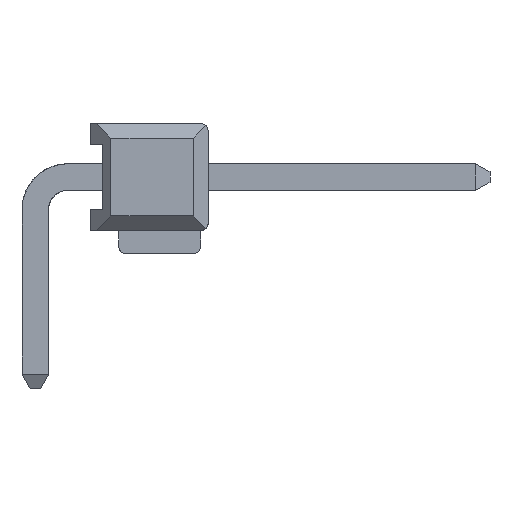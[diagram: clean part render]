
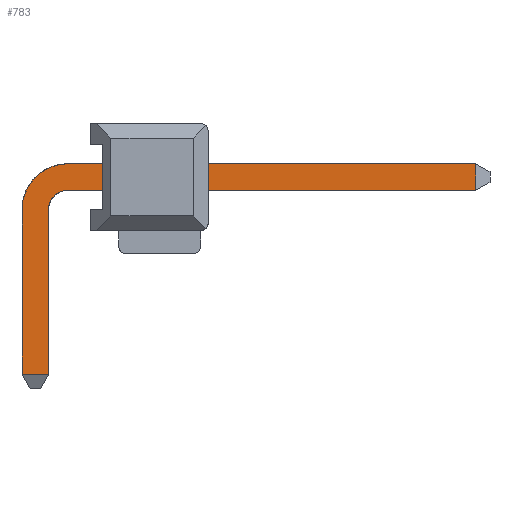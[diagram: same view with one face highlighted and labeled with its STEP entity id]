
A CAD part, left-side view. The second image highlights one B-rep face of the part: STEP entity #783.
In plain terms, the highlighted planar face has unit normal (-1, -0.003, 0).
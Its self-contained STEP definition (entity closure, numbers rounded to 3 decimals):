
#783=ADVANCED_FACE('',(#1188),#13988,.T.);
#1188=FACE_OUTER_BOUND('',#1609,.T.);
#1609=EDGE_LOOP('',(#3497,#3498,#3499,#3500));
#3497=ORIENTED_EDGE('',*,*,#10054,.T.);
#3498=ORIENTED_EDGE('',*,*,#10055,.T.);
#3499=ORIENTED_EDGE('',*,*,#10056,.T.);
#3500=ORIENTED_EDGE('',*,*,#10057,.T.);
#3959=(
BOUNDED_CURVE()
B_SPLINE_CURVE(2,(#23793,#23794,#23795),.UNSPECIFIED.,.F.,.F.)
B_SPLINE_CURVE_WITH_KNOTS((3,3),(-31.5,-30.87),
 .UNSPECIFIED.)
CURVE()
GEOMETRIC_REPRESENTATION_ITEM()
RATIONAL_B_SPLINE_CURVE((1.,1.,1.))
REPRESENTATION_ITEM('')
);
#3960=(
BOUNDED_CURVE()
B_SPLINE_CURVE(2,(#23796,#23797,#23798),.UNSPECIFIED.,.F.,.F.)
B_SPLINE_CURVE_WITH_KNOTS((3,3),(-31.5,-30.87),
 .UNSPECIFIED.)
CURVE()
GEOMETRIC_REPRESENTATION_ITEM()
RATIONAL_B_SPLINE_CURVE((1.,1.,1.))
REPRESENTATION_ITEM('')
);
#3961=(
BOUNDED_CURVE()
B_SPLINE_CURVE(2,(#23799,#23800,#23801,#23802,#23803,#23804,#23805),
 .UNSPECIFIED.,.F.,.F.)
B_SPLINE_CURVE_WITH_KNOTS((3,2,2,3),(-30.87,-23.432,
-21.728,-18.725),.UNSPECIFIED.)
CURVE()
GEOMETRIC_REPRESENTATION_ITEM()
RATIONAL_B_SPLINE_CURVE((1.,1.,1.,0.707,1.,1.,1.))
REPRESENTATION_ITEM('')
);
#3962=(
BOUNDED_CURVE()
B_SPLINE_CURVE(2,(#23806,#23807,#23808,#23809,#23810,#23811,#23812),
 .UNSPECIFIED.,.F.,.F.)
B_SPLINE_CURVE_WITH_KNOTS((3,2,2,3),(-30.87,-23.432,
-21.728,-18.725),.UNSPECIFIED.)
CURVE()
GEOMETRIC_REPRESENTATION_ITEM()
RATIONAL_B_SPLINE_CURVE((1.,1.,1.,0.707,1.,1.,1.))
REPRESENTATION_ITEM('')
);
#3963=(
BOUNDED_CURVE()
B_SPLINE_CURVE(2,(#23813,#23814,#23815),.UNSPECIFIED.,.F.,.F.)
B_SPLINE_CURVE_WITH_KNOTS((3,3),(-18.725,-18.095),
 .UNSPECIFIED.)
CURVE()
GEOMETRIC_REPRESENTATION_ITEM()
RATIONAL_B_SPLINE_CURVE((1.,1.,1.))
REPRESENTATION_ITEM('')
);
#3964=(
BOUNDED_CURVE()
B_SPLINE_CURVE(2,(#23816,#23817,#23818),.UNSPECIFIED.,.F.,.F.)
B_SPLINE_CURVE_WITH_KNOTS((3,3),(-18.725,-18.095),
 .UNSPECIFIED.)
CURVE()
GEOMETRIC_REPRESENTATION_ITEM()
RATIONAL_B_SPLINE_CURVE((1.,1.,1.))
REPRESENTATION_ITEM('')
);
#3965=(
BOUNDED_CURVE()
B_SPLINE_CURVE(2,(#23819,#23820,#23821,#23822,#23823,#23824,#23825),
 .UNSPECIFIED.,.F.,.F.)
B_SPLINE_CURVE_WITH_KNOTS((3,2,2,3),(-18.095,-15.093,
-14.378,-6.94),.UNSPECIFIED.)
CURVE()
GEOMETRIC_REPRESENTATION_ITEM()
RATIONAL_B_SPLINE_CURVE((1.,1.,1.,0.707,1.,1.,1.))
REPRESENTATION_ITEM('')
);
#3966=(
BOUNDED_CURVE()
B_SPLINE_CURVE(2,(#23826,#23827,#23828,#23829,#23830,#23831,#23832),
 .UNSPECIFIED.,.F.,.F.)
B_SPLINE_CURVE_WITH_KNOTS((3,2,2,3),(-18.095,-15.093,
-14.378,-6.94),.UNSPECIFIED.)
CURVE()
GEOMETRIC_REPRESENTATION_ITEM()
RATIONAL_B_SPLINE_CURVE((1.,1.,1.,0.707,1.,1.,1.))
REPRESENTATION_ITEM('')
);
#5845=PCURVE('',#13988,#7879);
#5846=PCURVE('',#13988,#7880);
#5847=PCURVE('',#13988,#7881);
#5848=PCURVE('',#13988,#7882);
#7879=DEFINITIONAL_REPRESENTATION('',(#3960),#24703);
#7880=DEFINITIONAL_REPRESENTATION('',(#3962),#24703);
#7881=DEFINITIONAL_REPRESENTATION('',(#3964),#24703);
#7882=DEFINITIONAL_REPRESENTATION('',(#3966),#24703);
#9009=SURFACE_CURVE('',#3959,(#5845),.PCURVE_S1.);
#9010=SURFACE_CURVE('',#3961,(#5846),.PCURVE_S1.);
#9011=SURFACE_CURVE('',#3963,(#5847),.PCURVE_S1.);
#9012=SURFACE_CURVE('',#3965,(#5848),.PCURVE_S1.);
#10054=EDGE_CURVE('',#13543,#13546,#9009,.T.);
#10055=EDGE_CURVE('',#13546,#13545,#9010,.T.);
#10056=EDGE_CURVE('',#13545,#13544,#9011,.T.);
#10057=EDGE_CURVE('',#13544,#13543,#9012,.T.);
#13543=VERTEX_POINT('',#23789);
#13544=VERTEX_POINT('',#23790);
#13545=VERTEX_POINT('',#23791);
#13546=VERTEX_POINT('',#23792);
#13988=PLANE('',#14359);
#14359=AXIS2_PLACEMENT_3D('',#23788,#14715,$);
#14715=DIRECTION('',(-1.,-0.003,0.));
#23788=CARTESIAN_POINT('',(-0.316,0.422,-2.91));
#23789=CARTESIAN_POINT('',(-0.288,-10.456,1.505));
#23790=CARTESIAN_POINT('',(-0.315,-0.316,-2.86));
#23791=CARTESIAN_POINT('',(-0.316,0.314,-2.86));
#23792=CARTESIAN_POINT('',(-0.288,-10.456,2.135));
#23793=CARTESIAN_POINT('',(-0.288,-10.456,1.505));
#23794=CARTESIAN_POINT('',(-0.288,-10.456,1.82));
#23795=CARTESIAN_POINT('',(-0.288,-10.456,2.135));
#23796=CARTESIAN_POINT('',(0.,0.));
#23797=CARTESIAN_POINT('',(0.,0.315));
#23798=CARTESIAN_POINT('',(0.,0.63));
#23799=CARTESIAN_POINT('',(-0.288,-10.456,2.135));
#23800=CARTESIAN_POINT('',(-0.3,-5.614,2.135));
#23801=CARTESIAN_POINT('',(-0.313,-0.771,2.135));
#23802=CARTESIAN_POINT('',(-0.316,0.314,2.135));
#23803=CARTESIAN_POINT('',(-0.316,0.314,1.05));
#23804=CARTESIAN_POINT('',(-0.316,0.314,-0.905));
#23805=CARTESIAN_POINT('',(-0.316,0.314,-2.86));
#23806=CARTESIAN_POINT('',(0.,0.63));
#23807=CARTESIAN_POINT('',(-4.843,0.63));
#23808=CARTESIAN_POINT('',(-9.686,0.63));
#23809=CARTESIAN_POINT('',(-10.771,0.63));
#23810=CARTESIAN_POINT('',(-10.771,-0.455));
#23811=CARTESIAN_POINT('',(-10.771,-2.41));
#23812=CARTESIAN_POINT('',(-10.771,-4.365));
#23813=CARTESIAN_POINT('',(-0.316,0.314,-2.86));
#23814=CARTESIAN_POINT('',(-0.315,-0.001,-2.86));
#23815=CARTESIAN_POINT('',(-0.315,-0.316,-2.86));
#23816=CARTESIAN_POINT('',(-10.771,-4.365));
#23817=CARTESIAN_POINT('',(-10.456,-4.365));
#23818=CARTESIAN_POINT('',(-10.141,-4.365));
#23819=CARTESIAN_POINT('',(-0.315,-0.316,-2.86));
#23820=CARTESIAN_POINT('',(-0.314,-0.316,-0.905));
#23821=CARTESIAN_POINT('',(-0.314,-0.316,1.05));
#23822=CARTESIAN_POINT('',(-0.314,-0.316,1.505));
#23823=CARTESIAN_POINT('',(-0.313,-0.771,1.505));
#23824=CARTESIAN_POINT('',(-0.3,-5.614,1.505));
#23825=CARTESIAN_POINT('',(-0.288,-10.456,1.505));
#23826=CARTESIAN_POINT('',(-10.141,-4.365));
#23827=CARTESIAN_POINT('',(-10.141,-2.41));
#23828=CARTESIAN_POINT('',(-10.141,-0.455));
#23829=CARTESIAN_POINT('',(-10.141,0.));
#23830=CARTESIAN_POINT('',(-9.686,0.));
#23831=CARTESIAN_POINT('',(-4.843,0.));
#23832=CARTESIAN_POINT('',(0.,0.));
#24703=(
GEOMETRIC_REPRESENTATION_CONTEXT(2)
PARAMETRIC_REPRESENTATION_CONTEXT()
REPRESENTATION_CONTEXT('pspace','')
);
